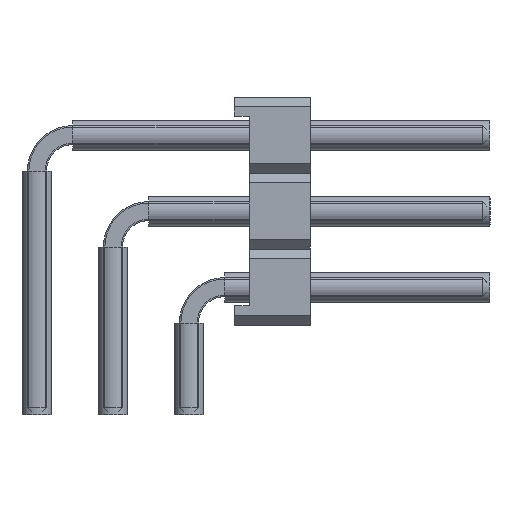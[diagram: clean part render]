
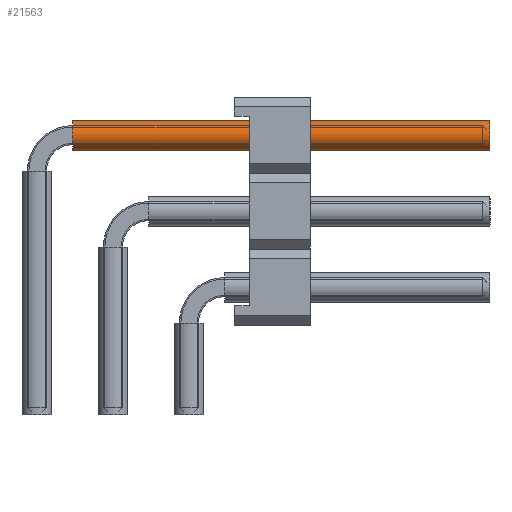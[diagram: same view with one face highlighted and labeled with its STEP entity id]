
A CAD part, left-side view. The second image highlights one B-rep face of the part: STEP entity #21563.
In plain terms, the highlighted cylindrical face has radius 0.5 mm (diameter 1 mm), a full revolution.
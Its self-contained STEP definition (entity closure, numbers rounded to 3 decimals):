
#11568=ORIENTED_EDGE('',*,*,#14728,.F.);
#11569=ORIENTED_EDGE('',*,*,#14729,.T.);
#14728=EDGE_CURVE('',#16808,#16808,#17644,.T.);
#14729=EDGE_CURVE('',#16809,#16809,#17645,.T.);
#16808=VERTEX_POINT('',#35917);
#16809=VERTEX_POINT('',#35919);
#17644=CIRCLE('',#23519,0.5);
#17645=CIRCLE('',#23520,0.5);
#18868=EDGE_LOOP('',(#11568));
#18869=EDGE_LOOP('',(#11569));
#20106=FACE_BOUND('',#18868,.T.);
#20107=FACE_BOUND('',#18869,.T.);
#20537=CYLINDRICAL_SURFACE('',#23518,0.5);
#21563=ADVANCED_FACE('',(#20106,#20107),#20537,.F.);
#23518=AXIS2_PLACEMENT_3D('',#35915,#29530,#29531);
#23519=AXIS2_PLACEMENT_3D('',#35916,#29532,#29533);
#23520=AXIS2_PLACEMENT_3D('',#35918,#29534,#29535);
#29530=DIRECTION('',(1.,0.,0.));
#29531=DIRECTION('',(0.,0.,-1.));
#29532=DIRECTION('',(-1.,0.,0.));
#29533=DIRECTION('',(0.,0.,1.));
#29534=DIRECTION('',(-1.,0.,0.));
#29535=DIRECTION('',(0.,0.,1.));
#35915=CARTESIAN_POINT('',(1.2,0.,9.35));
#35916=CARTESIAN_POINT('',(15.14,0.,9.35));
#35917=CARTESIAN_POINT('',(15.14,0.,9.85));
#35918=CARTESIAN_POINT('',(1.2,0.,9.35));
#35919=CARTESIAN_POINT('',(1.2,0.,9.85));
